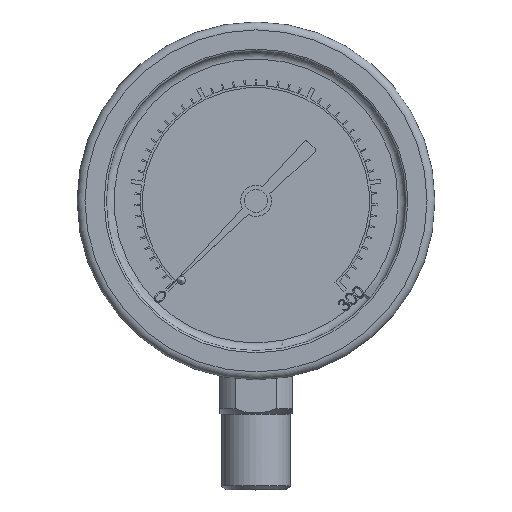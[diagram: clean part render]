
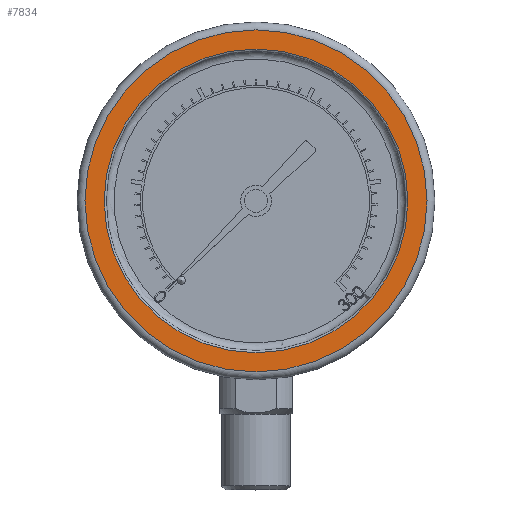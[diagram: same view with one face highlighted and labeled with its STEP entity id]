
A CAD part, top view. The second image highlights one B-rep face of the part: STEP entity #7834.
In plain terms, the highlighted planar face has unit normal (0, 0, 1).
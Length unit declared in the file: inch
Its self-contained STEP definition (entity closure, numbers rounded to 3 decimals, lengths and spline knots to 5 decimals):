
#1521 = CARTESIAN_POINT ( 'NONE',  ( 1.151, 0., 0. ) ) ;
#2311 = EDGE_LOOP ( 'NONE', ( #8576 ) ) ;
#2420 = PLANE ( 'NONE',  #11697 ) ;
#5490 = CIRCLE ( 'NONE', #8275, 1.151 ) ;
#6395 = CARTESIAN_POINT ( 'NONE',  ( 0., 0., 0. ) ) ;
#6414 = DIRECTION ( 'NONE',  ( 0., 0., 1. ) ) ;
#6644 = EDGE_LOOP ( 'NONE', ( #14838 ) ) ;
#7359 = CARTESIAN_POINT ( 'NONE',  ( 0., 0., 0. ) ) ;
#7834 = ADVANCED_FACE ( 'NONE', ( #10312, #15603 ), #2420, .T. ) ;
#8275 = AXIS2_PLACEMENT_3D ( 'NONE', #7359, #10296, #16880 ) ;
#8576 = ORIENTED_EDGE ( 'NONE', *, *, #12373, .T. ) ;
#8833 = CIRCLE ( 'NONE', #11855, 1.2965 ) ;
#10296 = DIRECTION ( 'NONE',  ( 0., 0., -1. ) ) ;
#10312 = FACE_BOUND ( 'NONE', #6644, .T. ) ;
#10391 = DIRECTION ( 'NONE',  ( 1., 0., 0. ) ) ;
#11697 = AXIS2_PLACEMENT_3D ( 'NONE', #6395, #13310, #10391 ) ;
#11855 = AXIS2_PLACEMENT_3D ( 'NONE', #12929, #6414, #14232 ) ;
#11941 = CARTESIAN_POINT ( 'NONE',  ( 1.2965, 0., 0. ) ) ;
#12373 = EDGE_CURVE ( 'NONE', #16107, #16107, #8833, .T. ) ;
#12531 = EDGE_CURVE ( 'NONE', #14712, #14712, #5490, .T. ) ;
#12929 = CARTESIAN_POINT ( 'NONE',  ( 0., 0., 0. ) ) ;
#13310 = DIRECTION ( 'NONE',  ( 0., 0., 1. ) ) ;
#14232 = DIRECTION ( 'NONE',  ( 1., 0., 0. ) ) ;
#14712 = VERTEX_POINT ( 'NONE', #1521 ) ;
#14838 = ORIENTED_EDGE ( 'NONE', *, *, #12531, .T. ) ;
#15603 = FACE_OUTER_BOUND ( 'NONE', #2311, .T. ) ;
#16107 = VERTEX_POINT ( 'NONE', #11941 ) ;
#16880 = DIRECTION ( 'NONE',  ( 1., 0., 0. ) ) ;
